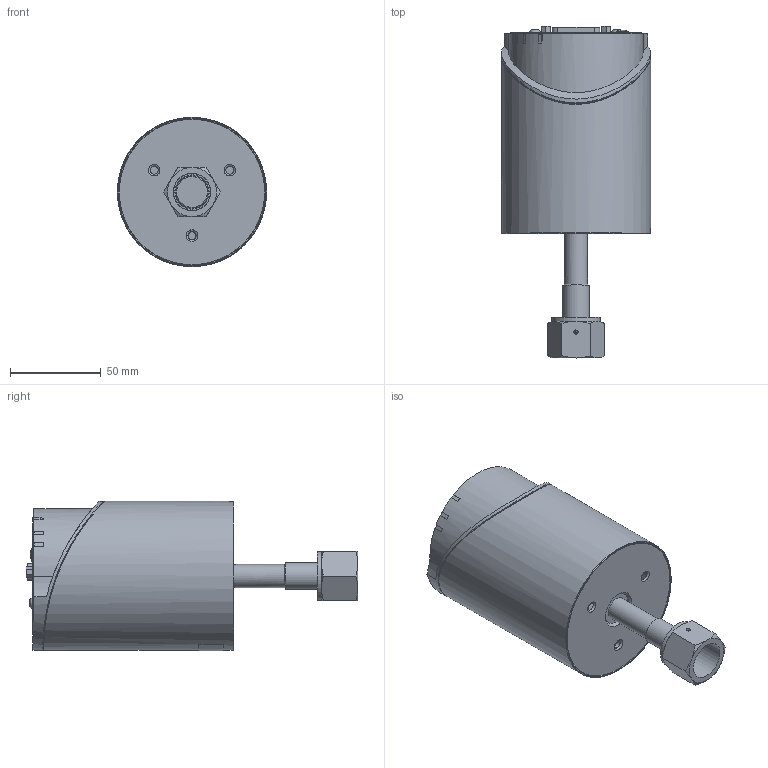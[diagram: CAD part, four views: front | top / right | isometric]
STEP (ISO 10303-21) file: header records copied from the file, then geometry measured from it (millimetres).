
FILE_DESCRIPTION(/* description */ (''),/* implementation_level */ '2;1');
FILE_NAME(/* name */ 'MCDG200D_8-VCR female long_P-Net.stp',/* time_stamp */ '2023-01-31T13:07:06+01:00',/* author */ ('cons002'),/* organization */ (''),/* preprocessor_version */ 'ST-DEVELOPER v18.1',/* originating_system */ 'Autodesk Inventor 2021',/* authorisation */ '');
FILE_SCHEMA (('AUTOMOTIVE_DESIGN { 1 0 10303 214 3 1 1 }'));
Length unit declared in the file: millimetre
Products named in the file (1): MCDG200D_8-VCR female long_P-Net2
Bounding box: 82 x 182.57 x 82 mm (x, y, z)
Volume: 578570.2 mm3; surface area: 50058 mm2
Topology: 1 solids, 2 shells, 853 faces, 2292 edges, 1531 vertices
Faces by surface type: plane 504, bspline 181, cylinder 125, cone 18, sphere 16, torus 9
Full cylindrical faces by diameter (mm): 1 x15, 1.5 x2, 2.286 x2, 3.2 x2, 3.4 x2, 5.7 x2, 6.325 x2, 7 x1, 10.16 x1, 10.2 x1, 12.7 x1, 14.46 x1, 15.494 x1, 18 x1, 18.796 x1, 20.32 x1, 20.574 x1, 26.988 x1, 82 x2
Entity records: 31514 total; most frequent: CARTESIAN_POINT 10201, ORIENTED_EDGE 4554, DIRECTION 3528, EDGE_CURVE 2277, LINE 1538, VECTOR 1538, VERTEX_POINT 1531, AXIS2_PLACEMENT_3D 995
